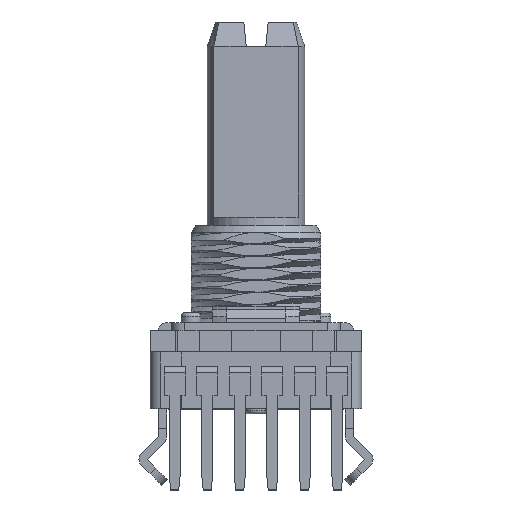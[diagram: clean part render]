
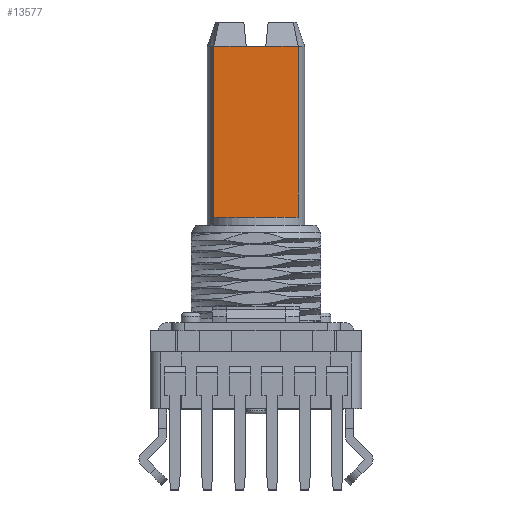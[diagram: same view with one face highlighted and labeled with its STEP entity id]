
A CAD part, top view. The second image highlights one B-rep face of the part: STEP entity #13577.
In plain terms, the highlighted planar face has unit normal (0, 0, 1).
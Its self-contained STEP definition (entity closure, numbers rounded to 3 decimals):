
#4572=DIRECTION('',(0.,-1.,0.));
#4573=VECTOR('',#4572,10.5);
#4574=CARTESIAN_POINT('',(-2.598,22.3,1.5));
#4575=LINE('',#4574,#4573);
#4576=DIRECTION('',(0.,1.,0.));
#4577=VECTOR('',#4576,10.5);
#4578=CARTESIAN_POINT('',(2.598,11.8,1.5));
#4579=LINE('',#4578,#4577);
#4612=DIRECTION('',(-1.,0.,0.));
#4613=VECTOR('',#4612,1.2);
#4614=CARTESIAN_POINT('',(0.6,22.3,1.5));
#4615=LINE('',#4614,#4613);
#4625=DIRECTION('',(1.,0.,0.));
#4626=VECTOR('',#4625,1.998);
#4627=CARTESIAN_POINT('',(0.6,22.3,1.5));
#4628=LINE('',#4627,#4626);
#4629=DIRECTION('',(-1.,0.,0.));
#4630=VECTOR('',#4629,5.196);
#4631=CARTESIAN_POINT('',(2.598,11.8,1.5));
#4632=LINE('',#4631,#4630);
#4633=DIRECTION('',(1.,0.,0.));
#4634=VECTOR('',#4633,1.998);
#4635=CARTESIAN_POINT('',(-2.598,22.3,1.5));
#4636=LINE('',#4635,#4634);
#7173=CARTESIAN_POINT('',(2.598,22.3,1.5));
#7175=VERTEX_POINT('',#7173);
#7178=CARTESIAN_POINT('',(-2.598,22.3,1.5));
#7179=VERTEX_POINT('',#7178);
#7180=CARTESIAN_POINT('',(-2.598,11.8,1.5));
#7181=VERTEX_POINT('',#7180);
#7182=CARTESIAN_POINT('',(2.598,11.8,1.5));
#7183=VERTEX_POINT('',#7182);
#7196=CARTESIAN_POINT('',(0.6,22.3,1.5));
#7198=VERTEX_POINT('',#7196);
#7202=CARTESIAN_POINT('',(-0.6,22.3,1.5));
#7203=VERTEX_POINT('',#7202);
#13562=CARTESIAN_POINT('',(-8.64,24.8,1.5));
#13563=DIRECTION('',(0.,0.,-1.));
#13564=DIRECTION('',(0.,-1.,0.));
#13565=AXIS2_PLACEMENT_3D('',#13562,#13563,#13564);
#13566=PLANE('',#13565);
#13567=ORIENTED_EDGE('',*,*,#13528,.T.);
#13568=ORIENTED_EDGE('',*,*,#13494,.F.);
#13570=ORIENTED_EDGE('',*,*,#13569,.T.);
#13571=ORIENTED_EDGE('',*,*,#13490,.F.);
#13573=ORIENTED_EDGE('',*,*,#13572,.T.);
#13574=ORIENTED_EDGE('',*,*,#13552,.F.);
#13575=EDGE_LOOP('',(#13567,#13568,#13570,#13571,#13573,#13574));
#13576=FACE_OUTER_BOUND('',#13575,.F.);
#13577=ADVANCED_FACE('',(#13576),#13566,.F.);
#13490=EDGE_CURVE('',#7179,#7181,#4575,.T.);
#13494=EDGE_CURVE('',#7183,#7175,#4579,.T.);
#13528=EDGE_CURVE('',#7198,#7175,#4628,.T.);
#13552=EDGE_CURVE('',#7198,#7203,#4615,.T.);
#13569=EDGE_CURVE('',#7183,#7181,#4632,.T.);
#13572=EDGE_CURVE('',#7179,#7203,#4636,.T.);
